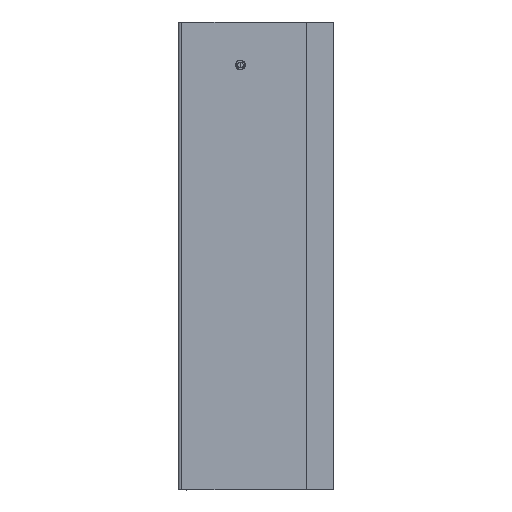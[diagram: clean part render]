
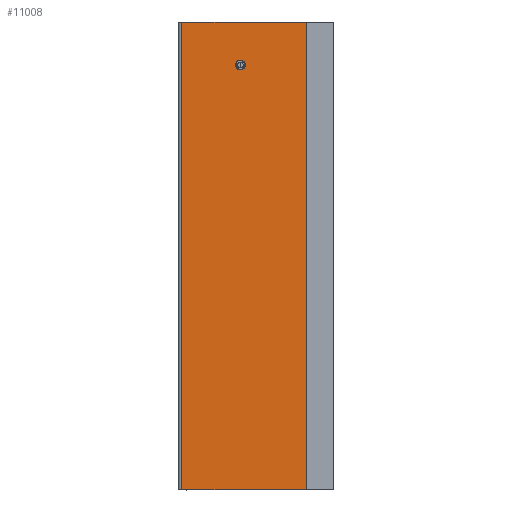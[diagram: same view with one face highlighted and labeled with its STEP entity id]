
A CAD part, left-side view. The second image highlights one B-rep face of the part: STEP entity #11008.
In plain terms, the highlighted planar face has unit normal (-1, 0, 0).
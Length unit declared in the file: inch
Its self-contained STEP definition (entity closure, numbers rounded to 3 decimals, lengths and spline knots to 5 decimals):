
#239 = DIRECTION ( 'NONE',  ( 1., 0., 0. ) ) ;
#500 = DIRECTION ( 'NONE',  ( 0., 0., -1. ) ) ;
#767 = CARTESIAN_POINT ( 'NONE',  ( -1.5, -1.063, -3.75 ) ) ;
#805 = ORIENTED_EDGE ( 'NONE', *, *, #5525, .T. ) ;
#1876 = DIRECTION ( 'NONE',  ( 0., 0., -1. ) ) ;
#1906 = VECTOR ( 'NONE', #22974, 39.37008 ) ;
#2110 = LINE ( 'NONE', #9251, #17216 ) ;
#2562 = CARTESIAN_POINT ( 'NONE',  ( -1.5, -1.063, 3.75 ) ) ;
#2967 = VERTEX_POINT ( 'NONE', #21949 ) ;
#3244 = DIRECTION ( 'NONE',  ( -1., 0., 0. ) ) ;
#3548 = DIRECTION ( 'NONE',  ( 0., 0., -1. ) ) ;
#4102 = VERTEX_POINT ( 'NONE', #767 ) ;
#4159 = AXIS2_PLACEMENT_3D ( 'NONE', #7653, #22133, #500 ) ;
#5525 = EDGE_CURVE ( 'NONE', #16614, #21126, #8566, .T. ) ;
#6345 = VERTEX_POINT ( 'NONE', #13624 ) ;
#6548 = CARTESIAN_POINT ( 'NONE',  ( -1.5, 0.94, 3.75 ) ) ;
#7296 = CARTESIAN_POINT ( 'NONE',  ( -1.5, 0.94, -3.75 ) ) ;
#7549 = DIRECTION ( 'NONE',  ( 0., 0., 1. ) ) ;
#7653 = CARTESIAN_POINT ( 'NONE',  ( -1.5, 0., 3.0625 ) ) ;
#8227 = EDGE_LOOP ( 'NONE', ( #10258, #805, #18384, #17995 ) ) ;
#8351 = ORIENTED_EDGE ( 'NONE', *, *, #20726, .F. ) ;
#8566 = LINE ( 'NONE', #7296, #17267 ) ;
#8718 = CIRCLE ( 'NONE', #21781, 0.0785 ) ;
#9172 = CARTESIAN_POINT ( 'NONE',  ( -1.5, 0., 3.75 ) ) ;
#9251 = CARTESIAN_POINT ( 'NONE',  ( -1.5, 0., -3.75 ) ) ;
#10113 = EDGE_CURVE ( 'NONE', #15672, #16614, #12434, .T. ) ;
#10136 = AXIS2_PLACEMENT_3D ( 'NONE', #14149, #239, #1876 ) ;
#10258 = ORIENTED_EDGE ( 'NONE', *, *, #10113, .T. ) ;
#10314 = PLANE ( 'NONE',  #10136 ) ;
#11008 = ADVANCED_FACE ( 'NONE', ( #20929, #12060 ), #10314, .F. ) ;
#12060 = FACE_OUTER_BOUND ( 'NONE', #8227, .T. ) ;
#12434 = LINE ( 'NONE', #9172, #1906 ) ;
#12623 = CARTESIAN_POINT ( 'NONE',  ( -1.5, 0.94, -3.75 ) ) ;
#13035 = CARTESIAN_POINT ( 'NONE',  ( -1.5, -1.063, -4.42738 ) ) ;
#13624 = CARTESIAN_POINT ( 'NONE',  ( -1.5, 0., 2.984 ) ) ;
#13634 = ORIENTED_EDGE ( 'NONE', *, *, #23022, .F. ) ;
#14149 = CARTESIAN_POINT ( 'NONE',  ( -1.5, 0., -3.75 ) ) ;
#14709 = DIRECTION ( 'NONE',  ( 0., 1., 0. ) ) ;
#15672 = VERTEX_POINT ( 'NONE', #2562 ) ;
#16614 = VERTEX_POINT ( 'NONE', #6548 ) ;
#16950 = EDGE_CURVE ( 'NONE', #4102, #15672, #20037, .T. ) ;
#17216 = VECTOR ( 'NONE', #14709, 39.37008 ) ;
#17267 = VECTOR ( 'NONE', #3548, 39.37008 ) ;
#17485 = DIRECTION ( 'NONE',  ( 0., 0., -1. ) ) ;
#17492 = EDGE_LOOP ( 'NONE', ( #8351, #13634 ) ) ;
#17995 = ORIENTED_EDGE ( 'NONE', *, *, #16950, .T. ) ;
#18384 = ORIENTED_EDGE ( 'NONE', *, *, #22052, .F. ) ;
#19249 = CARTESIAN_POINT ( 'NONE',  ( -1.5, 0., 3.0625 ) ) ;
#20037 = LINE ( 'NONE', #13035, #21141 ) ;
#20726 = EDGE_CURVE ( 'NONE', #6345, #2967, #20948, .T. ) ;
#20929 = FACE_BOUND ( 'NONE', #17492, .T. ) ;
#20948 = CIRCLE ( 'NONE', #4159, 0.0785 ) ;
#21126 = VERTEX_POINT ( 'NONE', #12623 ) ;
#21141 = VECTOR ( 'NONE', #7549, 39.37008 ) ;
#21781 = AXIS2_PLACEMENT_3D ( 'NONE', #19249, #3244, #17485 ) ;
#21949 = CARTESIAN_POINT ( 'NONE',  ( -1.5, 0., 3.141 ) ) ;
#22052 = EDGE_CURVE ( 'NONE', #4102, #21126, #2110, .T. ) ;
#22133 = DIRECTION ( 'NONE',  ( -1., 0., 0. ) ) ;
#22974 = DIRECTION ( 'NONE',  ( 0., 1., 0. ) ) ;
#23022 = EDGE_CURVE ( 'NONE', #2967, #6345, #8718, .T. ) ;
